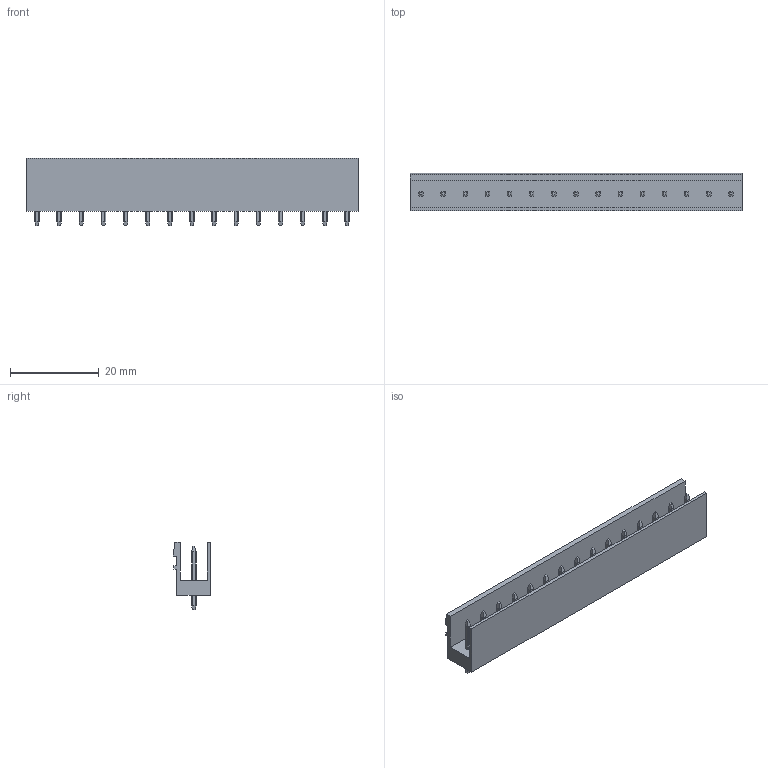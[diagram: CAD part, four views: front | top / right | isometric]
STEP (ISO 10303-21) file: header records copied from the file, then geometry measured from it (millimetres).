
FILE_DESCRIPTION(('CATIA V5 STEP Exchange','CAx-IF Rec.Pracs.--- Model Styling and Organization---1.2---2011-12-15'),'2;1');
FILE_NAME ('D1452949_0_1581450000_1581450000.stp','2018-10-12T07:42:50+00:00',('none'),('Weidmueller'),'CATIA Version 5-6 Release 2014','CATIA V5 STEP AP214','none');
FILE_SCHEMA(('AUTOMOTIVE_DESIGN { 1 0 10303 214 1 1 1 1 }'));
Length unit declared in the file: millimetre
Products named in the file (1): 1581450000
Bounding box: 75 x 8.43 x 15.2 mm (x, y, z)
Volume: 3301.6 mm3; surface area: 5416.3 mm2
Topology: 16 solids, 16 shells, 409 faces, 1131 edges, 754 vertices
Faces by surface type: plane 287, cylinder 122
Entity records: 12284 total; most frequent: CARTESIAN_POINT 3024, ORIENTED_EDGE 2262, DIRECTION 1307, EDGE_CURVE 1131, VECTOR 767, LINE 767, VERTEX_POINT 754, EDGE_LOOP 439
